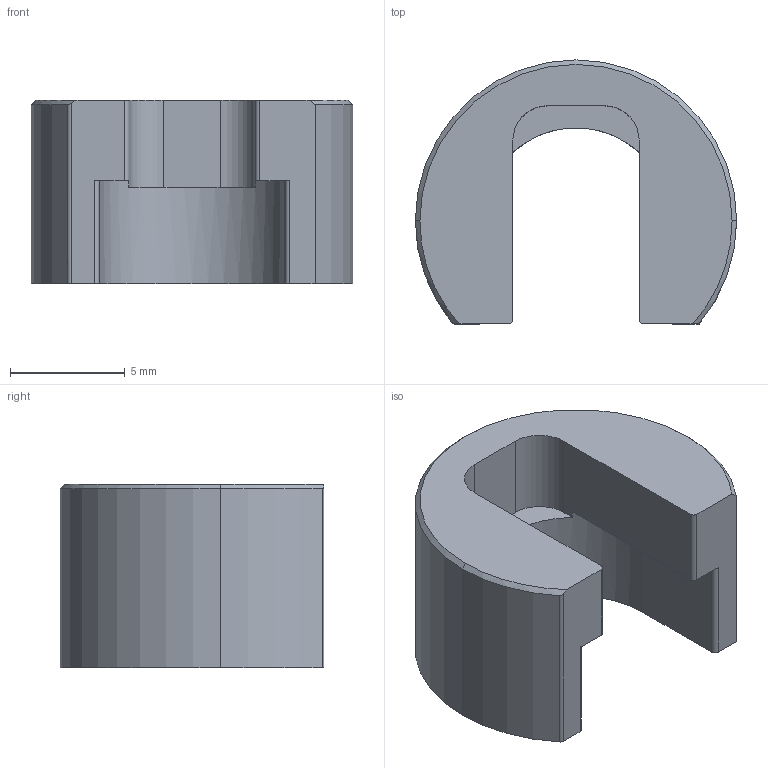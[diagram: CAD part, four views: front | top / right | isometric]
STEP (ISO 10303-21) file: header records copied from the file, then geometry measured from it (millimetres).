
FILE_DESCRIPTION (( 'STEP AP203' ), '1' );
FILE_NAME ('NR08.STP', '2012-09-05T15:36:32', ( 'dis05' ), ( '' ), 'SwSTEP 2.0', 'SolidWorks 2010', '' );
FILE_SCHEMA (( 'CONFIG_CONTROL_DESIGN' ));
Length unit declared in the file: millimetre
Products named in the file (1): NR08
Bounding box: 14 x 11.5 x 8 mm (x, y, z)
Volume: 620.4 mm3; surface area: 638.9 mm2
Topology: 1 solids, 1 shells, 26 faces, 70 edges, 46 vertices
Faces by surface type: plane 12, cylinder 11, cone 3
Entity records: 906 total; most frequent: CARTESIAN_POINT 154, DIRECTION 147, ORIENTED_EDGE 140, EDGE_CURVE 70, AXIS2_PLACEMENT_3D 53, VERTEX_POINT 46, VECTOR 41, LINE 41
